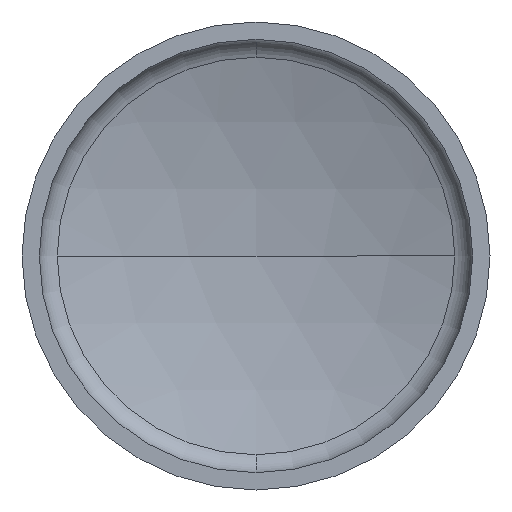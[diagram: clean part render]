
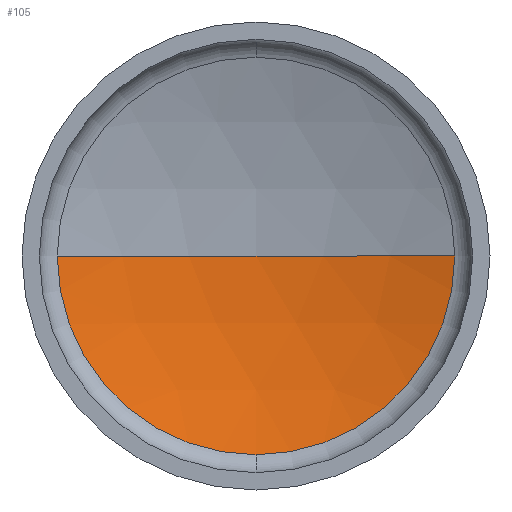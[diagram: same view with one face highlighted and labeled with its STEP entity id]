
A CAD part, front view. The second image highlights one B-rep face of the part: STEP entity #105.
In plain terms, the highlighted spherical face has radius 73.893 mm.
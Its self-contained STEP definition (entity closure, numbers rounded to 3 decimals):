
#15 = CARTESIAN_POINT ( 'NONE',  ( 0., 12.5, 0. ) ) ;
#20 = AXIS2_PLACEMENT_3D ( 'NONE', #366, #297, #333 ) ;
#34 = CARTESIAN_POINT ( 'NONE',  ( 22.931, 8.852, 0. ) ) ;
#64 = CARTESIAN_POINT ( 'NONE',  ( 0., 8.852, -22.931 ) ) ;
#77 = DIRECTION ( 'NONE',  ( -1., 0., 0. ) ) ;
#83 = EDGE_CURVE ( 'NONE', #438, #191, #430, .T. ) ;
#89 = AXIS2_PLACEMENT_3D ( 'NONE', #226, #202, #374 ) ;
#98 = CARTESIAN_POINT ( 'NONE',  ( 0., 8.852, 0. ) ) ;
#105 = ADVANCED_FACE ( 'NONE', ( #377 ), #445, .F. ) ;
#113 = ORIENTED_EDGE ( 'NONE', *, *, #83, .F. ) ;
#114 = DIRECTION ( 'NONE',  ( 0., 0., 1. ) ) ;
#121 = ORIENTED_EDGE ( 'NONE', *, *, #141, .T. ) ;
#139 = AXIS2_PLACEMENT_3D ( 'NONE', #252, #114, #364 ) ;
#141 = EDGE_CURVE ( 'NONE', #438, #197, #167, .T. ) ;
#167 = CIRCLE ( 'NONE', #139, 73.893 ) ;
#191 = VERTEX_POINT ( 'NONE', #64 ) ;
#197 = VERTEX_POINT ( 'NONE', #15 ) ;
#202 = DIRECTION ( 'NONE',  ( 0., 0., -1. ) ) ;
#210 = AXIS2_PLACEMENT_3D ( 'NONE', #315, #244, #77 ) ;
#221 = CIRCLE ( 'NONE', #89, 73.893 ) ;
#226 = CARTESIAN_POINT ( 'NONE',  ( 0., -61.393, 0. ) ) ;
#236 = ORIENTED_EDGE ( 'NONE', *, *, #334, .F. ) ;
#244 = DIRECTION ( 'NONE',  ( 0., 0., 1. ) ) ;
#252 = CARTESIAN_POINT ( 'NONE',  ( 0., -61.393, 0. ) ) ;
#265 = EDGE_LOOP ( 'NONE', ( #113, #121, #294, #236 ) ) ;
#294 = ORIENTED_EDGE ( 'NONE', *, *, #312, .F. ) ;
#297 = DIRECTION ( 'NONE',  ( 0., 1., 0. ) ) ;
#305 = VERTEX_POINT ( 'NONE', #423 ) ;
#312 = EDGE_CURVE ( 'NONE', #305, #197, #221, .T. ) ;
#315 = CARTESIAN_POINT ( 'NONE',  ( 0., -61.393, 0. ) ) ;
#333 = DIRECTION ( 'NONE',  ( 0., 0., 1. ) ) ;
#334 = EDGE_CURVE ( 'NONE', #191, #305, #427, .T. ) ;
#349 = DIRECTION ( 'NONE',  ( 0., 1., 0. ) ) ;
#351 = AXIS2_PLACEMENT_3D ( 'NONE', #98, #349, #387 ) ;
#364 = DIRECTION ( 'NONE',  ( 1., 0., 0. ) ) ;
#366 = CARTESIAN_POINT ( 'NONE',  ( 0., 8.852, 0. ) ) ;
#374 = DIRECTION ( 'NONE',  ( -1., 0., 0. ) ) ;
#377 = FACE_OUTER_BOUND ( 'NONE', #265, .T. ) ;
#387 = DIRECTION ( 'NONE',  ( 0., 0., 1. ) ) ;
#423 = CARTESIAN_POINT ( 'NONE',  ( -22.931, 8.852, 0. ) ) ;
#427 = CIRCLE ( 'NONE', #20, 22.931 ) ;
#430 = CIRCLE ( 'NONE', #351, 22.931 ) ;
#438 = VERTEX_POINT ( 'NONE', #34 ) ;
#445 = SPHERICAL_SURFACE ( 'NONE', #210, 73.893 ) ;
